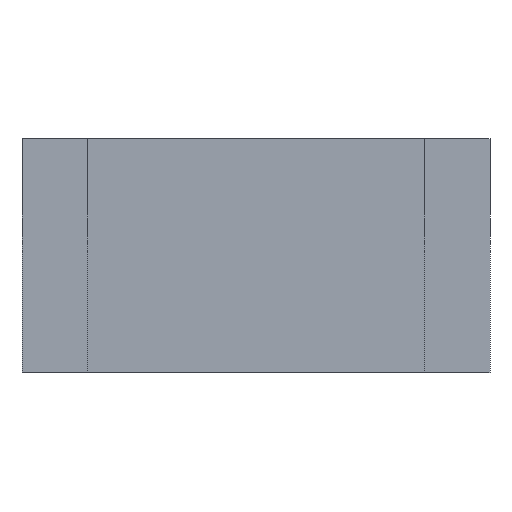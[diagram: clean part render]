
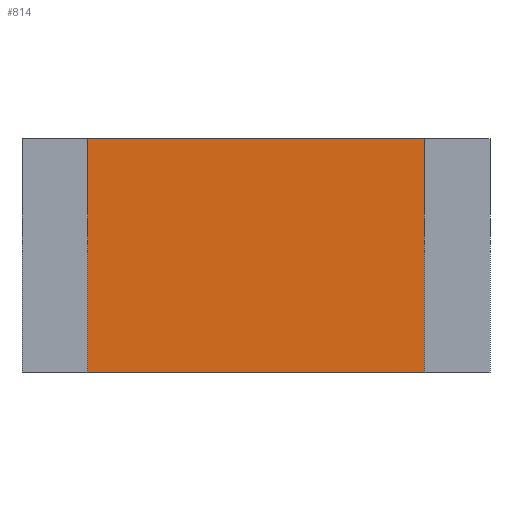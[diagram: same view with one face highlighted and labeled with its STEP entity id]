
A CAD part, front view. The second image highlights one B-rep face of the part: STEP entity #814.
In plain terms, the highlighted planar face has unit normal (0, -1, 0).
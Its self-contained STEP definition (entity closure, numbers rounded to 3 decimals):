
#3 = DIRECTION ( 'NONE',  ( 0., 0., 1. ) ) ;
#7 = LINE ( 'NONE', #632, #345 ) ;
#32 = CARTESIAN_POINT ( 'NONE',  ( -3.155, 0.045, 1.6 ) ) ;
#34 = VERTEX_POINT ( 'NONE', #887 ) ;
#40 = PLANE ( 'NONE',  #309 ) ;
#52 = CARTESIAN_POINT ( 'NONE',  ( -3.155, 0.045, 1.6 ) ) ;
#63 = CARTESIAN_POINT ( 'NONE',  ( -3.155, 0.045, -1.6 ) ) ;
#82 = CARTESIAN_POINT ( 'NONE',  ( 3.155, 0.045, -7.962 ) ) ;
#91 = EDGE_CURVE ( 'NONE', #34, #459, #701, .T. ) ;
#101 = VERTEX_POINT ( 'NONE', #32 ) ;
#110 = VECTOR ( 'NONE', #3, 1000. ) ;
#116 = VECTOR ( 'NONE', #856, 1000. ) ;
#122 = DIRECTION ( 'NONE',  ( 1., 0., 0. ) ) ;
#219 = EDGE_CURVE ( 'NONE', #101, #459, #365, .T. ) ;
#244 = FACE_OUTER_BOUND ( 'NONE', #260, .T. ) ;
#253 = LINE ( 'NONE', #503, #116 ) ;
#260 = EDGE_LOOP ( 'NONE', ( #640, #883, #863, #524 ) ) ;
#264 = CARTESIAN_POINT ( 'NONE',  ( 3.155, 0.045, 1.6 ) ) ;
#309 = AXIS2_PLACEMENT_3D ( 'NONE', #352, #866, #122 ) ;
#345 = VECTOR ( 'NONE', #400, 1000. ) ;
#352 = CARTESIAN_POINT ( 'NONE',  ( -3.155, 0.045, -7.962 ) ) ;
#365 = LINE ( 'NONE', #52, #758 ) ;
#400 = DIRECTION ( 'NONE',  ( 0., 0., 1. ) ) ;
#459 = VERTEX_POINT ( 'NONE', #264 ) ;
#503 = CARTESIAN_POINT ( 'NONE',  ( -3.155, 0.045, -1.6 ) ) ;
#524 = ORIENTED_EDGE ( 'NONE', *, *, #219, .F. ) ;
#602 = DIRECTION ( 'NONE',  ( 1., 0., 0. ) ) ;
#632 = CARTESIAN_POINT ( 'NONE',  ( -3.155, 0.045, -7.962 ) ) ;
#640 = ORIENTED_EDGE ( 'NONE', *, *, #753, .F. ) ;
#701 = LINE ( 'NONE', #82, #110 ) ;
#753 = EDGE_CURVE ( 'NONE', #937, #101, #7, .T. ) ;
#758 = VECTOR ( 'NONE', #602, 1000. ) ;
#814 = ADVANCED_FACE ( 'NONE', ( #244 ), #40, .T. ) ;
#856 = DIRECTION ( 'NONE',  ( 1., 0., 0. ) ) ;
#863 = ORIENTED_EDGE ( 'NONE', *, *, #91, .T. ) ;
#866 = DIRECTION ( 'NONE',  ( 0., -1., 0. ) ) ;
#880 = EDGE_CURVE ( 'NONE', #937, #34, #253, .T. ) ;
#883 = ORIENTED_EDGE ( 'NONE', *, *, #880, .T. ) ;
#887 = CARTESIAN_POINT ( 'NONE',  ( 3.155, 0.045, -1.6 ) ) ;
#937 = VERTEX_POINT ( 'NONE', #63 ) ;
